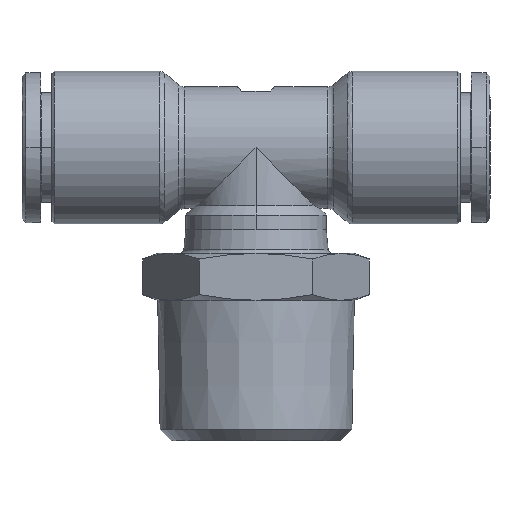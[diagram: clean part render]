
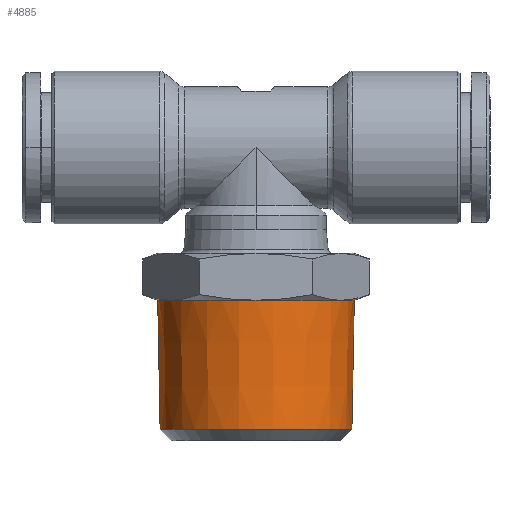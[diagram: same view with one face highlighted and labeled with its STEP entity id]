
A CAD part, front view. The second image highlights one B-rep face of the part: STEP entity #4885.
In plain terms, the highlighted conical face has half-angle 1.06 degrees and reference radius 10.5 mm.
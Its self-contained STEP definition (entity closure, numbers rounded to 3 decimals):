
#132 = CIRCLE ( 'NONE', #6351, 10.5 ) ;
#175 = VECTOR ( 'NONE', #10828, 1000. ) ;
#2264 = FACE_OUTER_BOUND ( 'NONE', #12755, .T. ) ;
#4885 = ADVANCED_FACE ( 'NONE', ( #2264 ), #29915, .T. ) ;
#5111 = ORIENTED_EDGE ( 'NONE', *, *, #26195, .T. ) ;
#5281 = AXIS2_PLACEMENT_3D ( 'NONE', #17135, #5641, #24376 ) ;
#5641 = DIRECTION ( 'NONE',  ( 0., 0., -1. ) ) ;
#6351 = AXIS2_PLACEMENT_3D ( 'NONE', #21639, #7700, #19409 ) ;
#6409 = CARTESIAN_POINT ( 'NONE',  ( -19.733, 0., -16.3 ) ) ;
#7073 = DIRECTION ( 'NONE',  ( -1., 0., 0. ) ) ;
#7249 = DIRECTION ( 'NONE',  ( -1., 0., 0. ) ) ;
#7355 = CARTESIAN_POINT ( 'NONE',  ( -9.233, 0., -16.3 ) ) ;
#7387 = VERTEX_POINT ( 'NONE', #14819 ) ;
#7700 = DIRECTION ( 'NONE',  ( 0., 0., -1. ) ) ;
#7970 = DIRECTION ( 'NONE',  ( -1., 0., 0. ) ) ;
#8505 = CARTESIAN_POINT ( 'NONE',  ( 1.267, 0., -16.3 ) ) ;
#10828 = DIRECTION ( 'NONE',  ( 0.018, 0., 1. ) ) ;
#11224 = ORIENTED_EDGE ( 'NONE', *, *, #29287, .T. ) ;
#11569 = DIRECTION ( 'NONE',  ( 0., 0., 1. ) ) ;
#11974 = ORIENTED_EDGE ( 'NONE', *, *, #22664, .F. ) ;
#12755 = EDGE_LOOP ( 'NONE', ( #11974, #15555, #5111, #28888, #27114, #11224, #13265 ) ) ;
#13218 = CARTESIAN_POINT ( 'NONE',  ( -9.233, 0., -16.3 ) ) ;
#13265 = ORIENTED_EDGE ( 'NONE', *, *, #27686, .T. ) ;
#13839 = CARTESIAN_POINT ( 'NONE',  ( -19.478, 0., -30.1 ) ) ;
#14062 = EDGE_CURVE ( 'NONE', #19163, #29207, #23138, .T. ) ;
#14092 = CARTESIAN_POINT ( 'NONE',  ( -19.733, 0., -16.3 ) ) ;
#14620 = AXIS2_PLACEMENT_3D ( 'NONE', #7355, #18953, #7249 ) ;
#14819 = CARTESIAN_POINT ( 'NONE',  ( -9.233, -10.5, -16.3 ) ) ;
#15458 = CIRCLE ( 'NONE', #5281, 10.5 ) ;
#15555 = ORIENTED_EDGE ( 'NONE', *, *, #26318, .T. ) ;
#17112 = CARTESIAN_POINT ( 'NONE',  ( -9.233, 0., -16.3 ) ) ;
#17135 = CARTESIAN_POINT ( 'NONE',  ( -9.233, 0., -16.3 ) ) ;
#17206 = DIRECTION ( 'NONE',  ( 0., 0., -1. ) ) ;
#17294 = VERTEX_POINT ( 'NONE', #13839 ) ;
#17879 = CARTESIAN_POINT ( 'NONE',  ( 1.267, 0., -16.3 ) ) ;
#18953 = DIRECTION ( 'NONE',  ( 0., 0., -1. ) ) ;
#19111 = VERTEX_POINT ( 'NONE', #6409 ) ;
#19149 = AXIS2_PLACEMENT_3D ( 'NONE', #17112, #17206, #7970 ) ;
#19163 = VERTEX_POINT ( 'NONE', #17879 ) ;
#19409 = DIRECTION ( 'NONE',  ( -1., 0., 0. ) ) ;
#20036 = EDGE_CURVE ( 'NONE', #29207, #7387, #132, .T. ) ;
#20240 = DIRECTION ( 'NONE',  ( 1., 0., 0. ) ) ;
#20913 = DIRECTION ( 'NONE',  ( -0.018, 0., 1. ) ) ;
#21279 = LINE ( 'NONE', #8505, #175 ) ;
#21428 = CARTESIAN_POINT ( 'NONE',  ( -18.326, -5.25, -16.3 ) ) ;
#21489 = VERTEX_POINT ( 'NONE', #21428 ) ;
#21639 = CARTESIAN_POINT ( 'NONE',  ( -9.233, 0., -16.3 ) ) ;
#22664 = EDGE_CURVE ( 'NONE', #17294, #19111, #29904, .T. ) ;
#23138 = CIRCLE ( 'NONE', #14620, 10.5 ) ;
#24376 = DIRECTION ( 'NONE',  ( -1., 0., 0. ) ) ;
#24452 = AXIS2_PLACEMENT_3D ( 'NONE', #13218, #29096, #20240 ) ;
#25267 = CIRCLE ( 'NONE', #28252, 10.245 ) ;
#25516 = CARTESIAN_POINT ( 'NONE',  ( -9.233, 0., -30.1 ) ) ;
#25601 = VERTEX_POINT ( 'NONE', #27196 ) ;
#26195 = EDGE_CURVE ( 'NONE', #25601, #19163, #21279, .T. ) ;
#26318 = EDGE_CURVE ( 'NONE', #17294, #25601, #25267, .T. ) ;
#26625 = VECTOR ( 'NONE', #20913, 1000. ) ;
#26990 = CIRCLE ( 'NONE', #19149, 10.5 ) ;
#27114 = ORIENTED_EDGE ( 'NONE', *, *, #20036, .T. ) ;
#27196 = CARTESIAN_POINT ( 'NONE',  ( 1.011, 0., -30.1 ) ) ;
#27686 = EDGE_CURVE ( 'NONE', #21489, #19111, #15458, .T. ) ;
#28252 = AXIS2_PLACEMENT_3D ( 'NONE', #25516, #11569, #7073 ) ;
#28346 = CARTESIAN_POINT ( 'NONE',  ( -0.14, -5.25, -16.3 ) ) ;
#28888 = ORIENTED_EDGE ( 'NONE', *, *, #14062, .T. ) ;
#29096 = DIRECTION ( 'NONE',  ( 0., 0., 1. ) ) ;
#29207 = VERTEX_POINT ( 'NONE', #28346 ) ;
#29287 = EDGE_CURVE ( 'NONE', #7387, #21489, #26990, .T. ) ;
#29904 = LINE ( 'NONE', #14092, #26625 ) ;
#29915 = CONICAL_SURFACE ( 'NONE', #24452, 10.5, 0.018 ) ;
